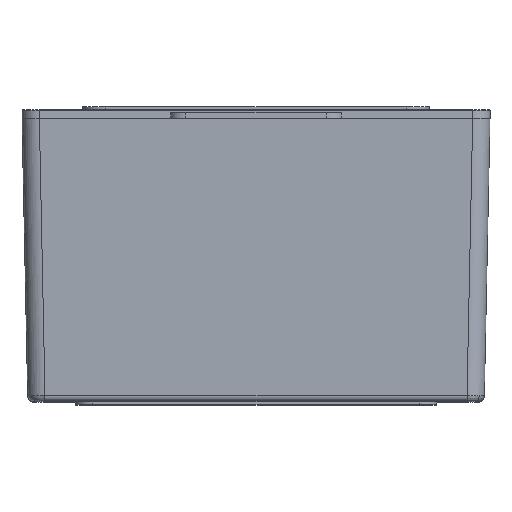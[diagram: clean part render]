
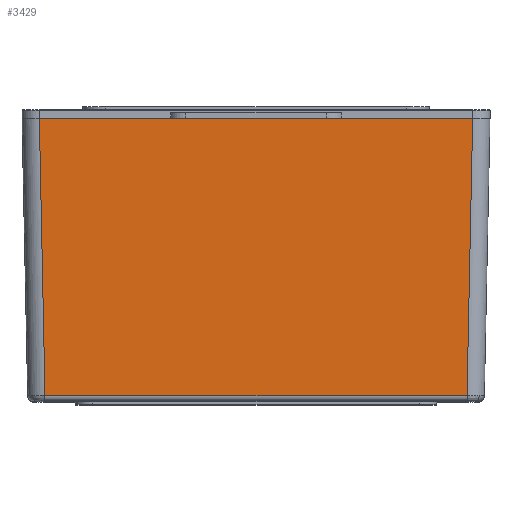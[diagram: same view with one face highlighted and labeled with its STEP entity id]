
A CAD part, top view. The second image highlights one B-rep face of the part: STEP entity #3429.
In plain terms, the highlighted planar face has unit normal (0, -0.02, 1).
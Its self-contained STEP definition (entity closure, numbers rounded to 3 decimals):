
#11 = FACE_OUTER_BOUND ( 'NONE', #1201, .T. ) ;
#443 = LINE ( 'NONE', #4003, #4279 ) ;
#504 = CARTESIAN_POINT ( 'NONE',  ( -36.521, 0.98, 39.52 ) ) ;
#533 = DIRECTION ( 'NONE',  ( 0., 0.02, -1. ) ) ;
#781 = CARTESIAN_POINT ( 'NONE',  ( 37.501, 49., 40.5 ) ) ;
#815 = VECTOR ( 'NONE', #2813, 1000. ) ;
#857 = VECTOR ( 'NONE', #5289, 1000. ) ;
#861 = DIRECTION ( 'NONE',  ( 1., 0., 0. ) ) ;
#904 = ORIENTED_EDGE ( 'NONE', *, *, #2842, .T. ) ;
#1201 = EDGE_LOOP ( 'NONE', ( #5494, #1664, #904, #1707 ) ) ;
#1435 = CARTESIAN_POINT ( 'NONE',  ( 36.469, -1.55, 39.468 ) ) ;
#1664 = ORIENTED_EDGE ( 'NONE', *, *, #5257, .T. ) ;
#1707 = ORIENTED_EDGE ( 'NONE', *, *, #2064, .F. ) ;
#1727 = LINE ( 'NONE', #3507, #857 ) ;
#1784 = DIRECTION ( 'NONE',  ( 0.02, -1., -0.02 ) ) ;
#1849 = VECTOR ( 'NONE', #861, 1000. ) ;
#2034 = VERTEX_POINT ( 'NONE', #4354 ) ;
#2064 = EDGE_CURVE ( 'NONE', #4110, #5171, #1727, .T. ) ;
#2226 = CARTESIAN_POINT ( 'NONE',  ( 0., 0.98, 39.52 ) ) ;
#2716 = DIRECTION ( 'NONE',  ( 0., 1., 0.02 ) ) ;
#2813 = DIRECTION ( 'NONE',  ( 0.02, 1., 0.02 ) ) ;
#2842 = EDGE_CURVE ( 'NONE', #2034, #5171, #4210, .T. ) ;
#3064 = CARTESIAN_POINT ( 'NONE',  ( -37.501, 49., 40.5 ) ) ;
#3227 = VERTEX_POINT ( 'NONE', #504 ) ;
#3301 = EDGE_CURVE ( 'NONE', #4110, #3227, #443, .T. ) ;
#3429 = ADVANCED_FACE ( 'NONE', ( #11 ), #5382, .F. ) ;
#3507 = CARTESIAN_POINT ( 'NONE',  ( -40.5, 49., 40.5 ) ) ;
#3548 = LINE ( 'NONE', #2226, #1849 ) ;
#4003 = CARTESIAN_POINT ( 'NONE',  ( -36.469, -1.55, 39.468 ) ) ;
#4110 = VERTEX_POINT ( 'NONE', #3064 ) ;
#4189 = AXIS2_PLACEMENT_3D ( 'NONE', #4945, #533, #2716 ) ;
#4210 = LINE ( 'NONE', #1435, #815 ) ;
#4279 = VECTOR ( 'NONE', #1784, 1000. ) ;
#4354 = CARTESIAN_POINT ( 'NONE',  ( 36.521, 0.98, 39.52 ) ) ;
#4945 = CARTESIAN_POINT ( 'NONE',  ( 0., -0.806, 39.484 ) ) ;
#5171 = VERTEX_POINT ( 'NONE', #781 ) ;
#5257 = EDGE_CURVE ( 'NONE', #3227, #2034, #3548, .T. ) ;
#5289 = DIRECTION ( 'NONE',  ( 1., 0., 0. ) ) ;
#5382 = PLANE ( 'NONE',  #4189 ) ;
#5494 = ORIENTED_EDGE ( 'NONE', *, *, #3301, .T. ) ;
